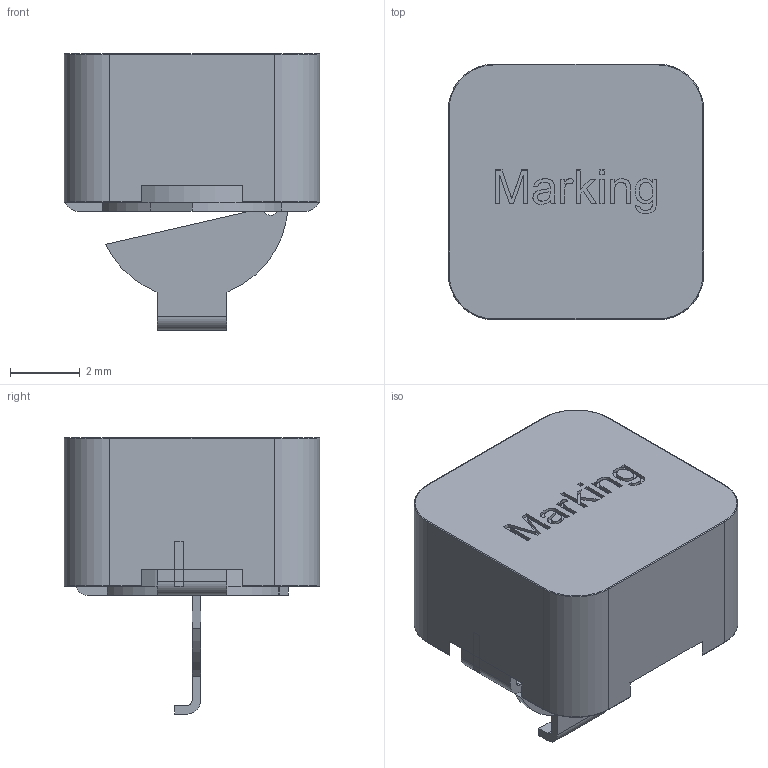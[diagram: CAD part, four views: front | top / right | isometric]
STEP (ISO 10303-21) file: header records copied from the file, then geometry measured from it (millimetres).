
FILE_DESCRIPTION( ( 'Unknown' ), '1' );
FILE_NAME( '744777003.stp', 'Unknown', ( 'Unknown' ), ( 'Unknown' ), 'XStep 1.0', 'Unknown', ' ' );
FILE_SCHEMA( ( 'automotive_design' ) );
Length unit declared in the file: millimetre
Products named in the file (4): Assem1; 744777003; L飆fl踄he
Bounding box: 7.3 x 7.3 x 7.9 mm (x, y, z)
Volume: 347.5 mm3; surface area: 819.1 mm2
Topology: 6 solids, 6 shells, 364 faces, 952 edges, 624 vertices
Faces by surface type: plane 248, cylinder 68, extrusion 32, torus 16
Full cylindrical faces by diameter (mm): 5 x2
Entity records: 7400 total; most frequent: CARTESIAN_POINT 1873, ORIENTED_EDGE 948, DIRECTION 782, EDGE_CURVE 474, VERTEX_POINT 312, VECTOR 290, LINE 274, AXIS2_PLACEMENT_3D 246
